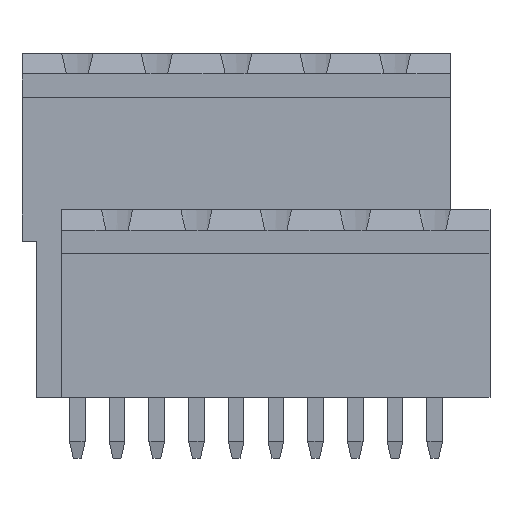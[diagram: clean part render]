
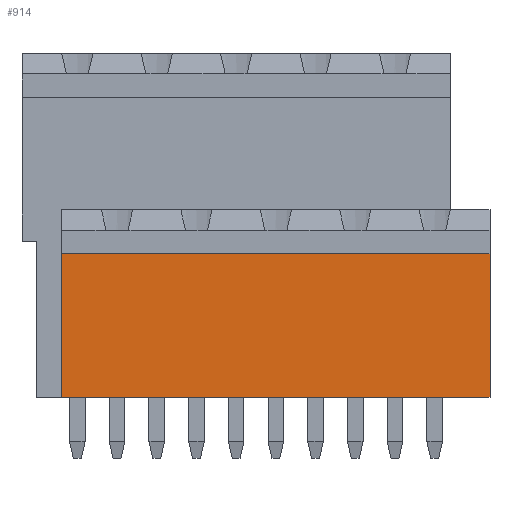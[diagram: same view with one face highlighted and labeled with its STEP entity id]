
A CAD part, front view. The second image highlights one B-rep face of the part: STEP entity #914.
In plain terms, the highlighted planar face has unit normal (0, -1, 0).
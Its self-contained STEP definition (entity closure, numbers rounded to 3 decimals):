
#914 = ADVANCED_FACE( '', ( #1990 ), #1991, .F. );
#1990 = FACE_OUTER_BOUND( '', #3282, .T. );
#1991 = PLANE( '', #3283 );
#3282 = EDGE_LOOP( '', ( #5763, #5764, #5765, #5766 ) );
#3283 = AXIS2_PLACEMENT_3D( '', #5767, #5768, #5769 );
#5763 = ORIENTED_EDGE( '', *, *, #8946, .F. );
#5764 = ORIENTED_EDGE( '', *, *, #8757, .F. );
#5765 = ORIENTED_EDGE( '', *, *, #8993, .F. );
#5766 = ORIENTED_EDGE( '', *, *, #8196, .F. );
#5767 = CARTESIAN_POINT( '', ( 0., -18.85, 0. ) );
#5768 = DIRECTION( '', ( 0., 1., 0. ) );
#5769 = DIRECTION( '', ( 0., 0., 1. ) );
#8196 = EDGE_CURVE( '', #9929, #9931, #9932, .T. );
#8757 = EDGE_CURVE( '', #10858, #10860, #10861, .T. );
#8946 = EDGE_CURVE( '', #10860, #9929, #11154, .T. );
#8993 = EDGE_CURVE( '', #9931, #10858, #11218, .T. );
#9929 = VERTEX_POINT( '', #12421 );
#9931 = VERTEX_POINT( '', #12424 );
#9932 = LINE( '', #12425, #12426 );
#10858 = VERTEX_POINT( '', #13768 );
#10860 = VERTEX_POINT( '', #13771 );
#10861 = LINE( '', #13772, #13773 );
#11154 = LINE( '', #14210, #14211 );
#11218 = LINE( '', #14304, #14305 );
#12421 = CARTESIAN_POINT( '', ( -11.16, -18.85, -1.8 ) );
#12424 = CARTESIAN_POINT( '', ( 16.24, -18.85, -1.8 ) );
#12425 = CARTESIAN_POINT( '', ( -11.16, -18.85, -1.8 ) );
#12426 = VECTOR( '', #15558, 1000. );
#13768 = CARTESIAN_POINT( '', ( 16.24, -18.85, -11. ) );
#13771 = CARTESIAN_POINT( '', ( -11.16, -18.85, -11. ) );
#13772 = CARTESIAN_POINT( '', ( 16.24, -18.85, -11. ) );
#13773 = VECTOR( '', #16111, 1000. );
#14210 = CARTESIAN_POINT( '', ( -11.16, -18.85, -11. ) );
#14211 = VECTOR( '', #16292, 1000. );
#14304 = CARTESIAN_POINT( '', ( 16.24, -18.85, -1.8 ) );
#14305 = VECTOR( '', #16334, 1000. );
#15558 = DIRECTION( '', ( 1., 0., 0. ) );
#16111 = DIRECTION( '', ( -1., 0., 0. ) );
#16292 = DIRECTION( '', ( 0., 0., 1. ) );
#16334 = DIRECTION( '', ( 0., 0., -1. ) );
